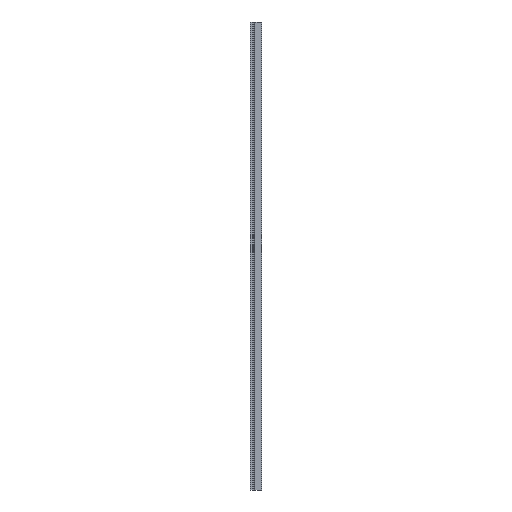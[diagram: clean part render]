
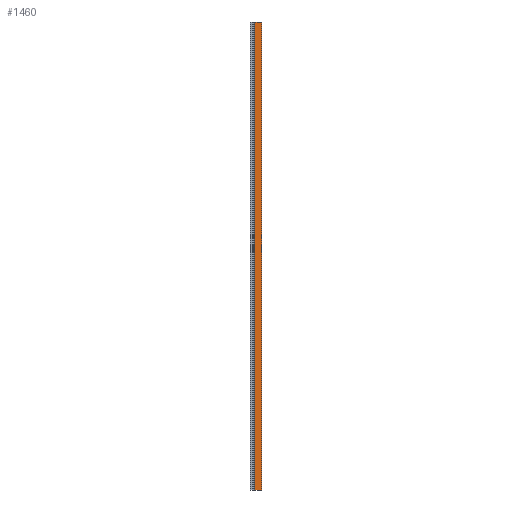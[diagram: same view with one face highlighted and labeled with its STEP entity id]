
A CAD part, left-side view. The second image highlights one B-rep face of the part: STEP entity #1460.
In plain terms, the highlighted planar face has unit normal (-1, 0, 0).
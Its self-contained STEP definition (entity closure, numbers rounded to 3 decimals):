
#19 = PLANE ( 'NONE',  #2608 ) ;
#169 = DIRECTION ( 'NONE',  ( 0., -1., 0. ) ) ;
#297 = FACE_OUTER_BOUND ( 'NONE', #4128, .T. ) ;
#302 = CARTESIAN_POINT ( 'NONE',  ( -7.5, 1.022, 400. ) ) ;
#317 = ORIENTED_EDGE ( 'NONE', *, *, #4046, .T. ) ;
#362 = VERTEX_POINT ( 'NONE', #3874 ) ;
#1024 = EDGE_CURVE ( 'NONE', #2736, #362, #1990, .T. ) ;
#1086 = LINE ( 'NONE', #1676, #1101 ) ;
#1101 = VECTOR ( 'NONE', #1357, 1000. ) ;
#1173 = VERTEX_POINT ( 'NONE', #2307 ) ;
#1325 = EDGE_CURVE ( 'NONE', #2670, #1173, #2528, .T. ) ;
#1357 = DIRECTION ( 'NONE',  ( 0., 0., 1. ) ) ;
#1359 = ORIENTED_EDGE ( 'NONE', *, *, #1698, .T. ) ;
#1460 = ADVANCED_FACE ( 'NONE', ( #297 ), #19, .F. ) ;
#1617 = DIRECTION ( 'NONE',  ( 0., 1., 0. ) ) ;
#1636 = DIRECTION ( 'NONE',  ( 1., 0., 0. ) ) ;
#1676 = CARTESIAN_POINT ( 'NONE',  ( -7.5, -4.762, 400. ) ) ;
#1698 = EDGE_CURVE ( 'NONE', #1173, #362, #1086, .T. ) ;
#1701 = ORIENTED_EDGE ( 'NONE', *, *, #1024, .F. ) ;
#1911 = VECTOR ( 'NONE', #3204, 1000. ) ;
#1990 = LINE ( 'NONE', #302, #3011 ) ;
#2307 = CARTESIAN_POINT ( 'NONE',  ( -7.5, -4.762, 0. ) ) ;
#2458 = CARTESIAN_POINT ( 'NONE',  ( -7.5, 1.022, 0. ) ) ;
#2528 = LINE ( 'NONE', #2458, #3288 ) ;
#2530 = CARTESIAN_POINT ( 'NONE',  ( -7.5, 0.955, 0. ) ) ;
#2572 = LINE ( 'NONE', #4137, #1911 ) ;
#2592 = CARTESIAN_POINT ( 'NONE',  ( -7.5, 0.955, 400. ) ) ;
#2608 = AXIS2_PLACEMENT_3D ( 'NONE', #3942, #1636, #1617 ) ;
#2652 = DIRECTION ( 'NONE',  ( 0., -1., 0. ) ) ;
#2670 = VERTEX_POINT ( 'NONE', #2530 ) ;
#2736 = VERTEX_POINT ( 'NONE', #2592 ) ;
#3011 = VECTOR ( 'NONE', #2652, 1000. ) ;
#3204 = DIRECTION ( 'NONE',  ( 0., 0., -1. ) ) ;
#3288 = VECTOR ( 'NONE', #169, 1000. ) ;
#3789 = ORIENTED_EDGE ( 'NONE', *, *, #1325, .T. ) ;
#3874 = CARTESIAN_POINT ( 'NONE',  ( -7.5, -4.762, 400. ) ) ;
#3942 = CARTESIAN_POINT ( 'NONE',  ( -7.5, 1.022, 400. ) ) ;
#4046 = EDGE_CURVE ( 'NONE', #2736, #2670, #2572, .T. ) ;
#4128 = EDGE_LOOP ( 'NONE', ( #3789, #1359, #1701, #317 ) ) ;
#4137 = CARTESIAN_POINT ( 'NONE',  ( -7.5, 0.955, 400. ) ) ;
